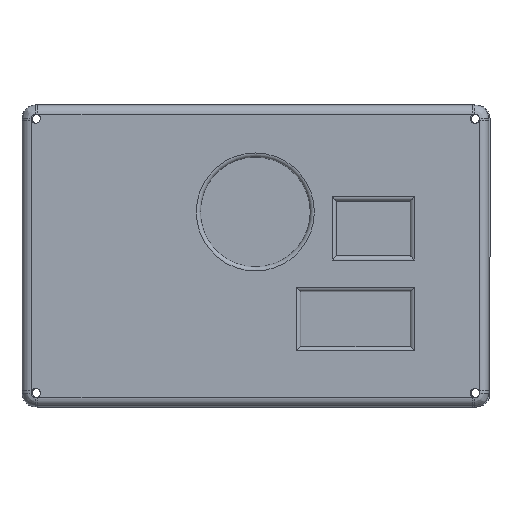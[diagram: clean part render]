
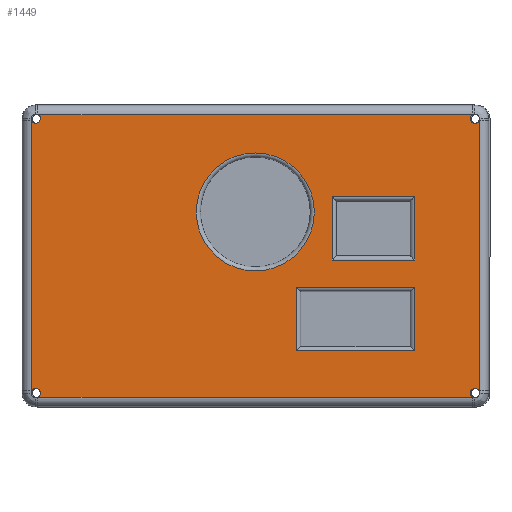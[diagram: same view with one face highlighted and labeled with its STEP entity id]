
A CAD part, top view. The second image highlights one B-rep face of the part: STEP entity #1449.
In plain terms, the highlighted planar face has unit normal (0, 0, 1).
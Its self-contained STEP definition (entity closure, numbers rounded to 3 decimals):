
#68=FACE_BOUND('',#256,.T.);
#69=FACE_BOUND('',#257,.T.);
#70=FACE_BOUND('',#258,.T.);
#96=PLANE('',#1609);
#151=FACE_OUTER_BOUND('',#255,.T.);
#255=EDGE_LOOP('',(#1118,#1119,#1120,#1121,#1122,#1123,#1124,#1125,#1126,
#1127));
#256=EDGE_LOOP('',(#1128,#1129,#1130,#1131));
#257=EDGE_LOOP('',(#1132,#1133,#1134,#1135));
#258=EDGE_LOOP('',(#1136));
#352=LINE('',#2462,#457);
#353=LINE('',#2466,#458);
#354=LINE('',#2470,#459);
#355=LINE('',#2476,#460);
#356=LINE('',#2482,#461);
#357=LINE('',#2484,#462);
#358=LINE('',#2486,#463);
#359=LINE('',#2487,#464);
#360=LINE('',#2490,#465);
#361=LINE('',#2492,#466);
#362=LINE('',#2494,#467);
#363=LINE('',#2495,#468);
#457=VECTOR('',#1919,10.);
#458=VECTOR('',#1922,10.);
#459=VECTOR('',#1925,10.);
#460=VECTOR('',#1930,10.);
#461=VECTOR('',#1935,10.);
#462=VECTOR('',#1936,10.);
#463=VECTOR('',#1937,10.);
#464=VECTOR('',#1938,10.);
#465=VECTOR('',#1939,10.);
#466=VECTOR('',#1940,10.);
#467=VECTOR('',#1941,10.);
#468=VECTOR('',#1942,10.);
#566=CIRCLE('',#1605,21.5);
#570=CIRCLE('',#1610,1.7);
#571=CIRCLE('',#1611,1.7);
#572=CIRCLE('',#1612,1.7);
#573=CIRCLE('',#1613,1.7);
#574=CIRCLE('',#1614,1.7);
#575=CIRCLE('',#1615,1.7);
#663=VERTEX_POINT('',#2452);
#666=VERTEX_POINT('',#2460);
#667=VERTEX_POINT('',#2461);
#668=VERTEX_POINT('',#2463);
#669=VERTEX_POINT('',#2465);
#670=VERTEX_POINT('',#2467);
#671=VERTEX_POINT('',#2469);
#672=VERTEX_POINT('',#2471);
#673=VERTEX_POINT('',#2473);
#674=VERTEX_POINT('',#2475);
#675=VERTEX_POINT('',#2477);
#676=VERTEX_POINT('',#2480);
#677=VERTEX_POINT('',#2481);
#678=VERTEX_POINT('',#2483);
#679=VERTEX_POINT('',#2485);
#680=VERTEX_POINT('',#2488);
#681=VERTEX_POINT('',#2489);
#682=VERTEX_POINT('',#2491);
#683=VERTEX_POINT('',#2493);
#821=EDGE_CURVE('',#663,#663,#566,.T.);
#825=EDGE_CURVE('',#666,#667,#352,.T.);
#826=EDGE_CURVE('',#666,#668,#570,.T.);
#827=EDGE_CURVE('',#669,#668,#353,.T.);
#828=EDGE_CURVE('',#669,#670,#571,.T.);
#829=EDGE_CURVE('',#671,#670,#354,.T.);
#830=EDGE_CURVE('',#671,#672,#572,.T.);
#831=EDGE_CURVE('',#672,#673,#573,.T.);
#832=EDGE_CURVE('',#674,#673,#355,.T.);
#833=EDGE_CURVE('',#674,#675,#574,.T.);
#834=EDGE_CURVE('',#675,#667,#575,.T.);
#835=EDGE_CURVE('',#676,#677,#356,.T.);
#836=EDGE_CURVE('',#678,#676,#357,.T.);
#837=EDGE_CURVE('',#679,#678,#358,.T.);
#838=EDGE_CURVE('',#677,#679,#359,.T.);
#839=EDGE_CURVE('',#680,#681,#360,.T.);
#840=EDGE_CURVE('',#682,#680,#361,.T.);
#841=EDGE_CURVE('',#683,#682,#362,.T.);
#842=EDGE_CURVE('',#681,#683,#363,.T.);
#1118=ORIENTED_EDGE('',*,*,#825,.F.);
#1119=ORIENTED_EDGE('',*,*,#826,.T.);
#1120=ORIENTED_EDGE('',*,*,#827,.F.);
#1121=ORIENTED_EDGE('',*,*,#828,.T.);
#1122=ORIENTED_EDGE('',*,*,#829,.F.);
#1123=ORIENTED_EDGE('',*,*,#830,.T.);
#1124=ORIENTED_EDGE('',*,*,#831,.T.);
#1125=ORIENTED_EDGE('',*,*,#832,.F.);
#1126=ORIENTED_EDGE('',*,*,#833,.T.);
#1127=ORIENTED_EDGE('',*,*,#834,.T.);
#1128=ORIENTED_EDGE('',*,*,#835,.F.);
#1129=ORIENTED_EDGE('',*,*,#836,.F.);
#1130=ORIENTED_EDGE('',*,*,#837,.F.);
#1131=ORIENTED_EDGE('',*,*,#838,.F.);
#1132=ORIENTED_EDGE('',*,*,#839,.F.);
#1133=ORIENTED_EDGE('',*,*,#840,.F.);
#1134=ORIENTED_EDGE('',*,*,#841,.F.);
#1135=ORIENTED_EDGE('',*,*,#842,.F.);
#1136=ORIENTED_EDGE('',*,*,#821,.F.);
#1449=ADVANCED_FACE('',(#151,#68,#69,#70),#96,.T.);
#1605=AXIS2_PLACEMENT_3D('',#2453,#1909,#1910);
#1609=AXIS2_PLACEMENT_3D('',#2459,#1917,#1918);
#1610=AXIS2_PLACEMENT_3D('',#2464,#1920,#1921);
#1611=AXIS2_PLACEMENT_3D('',#2468,#1923,#1924);
#1612=AXIS2_PLACEMENT_3D('',#2472,#1926,#1927);
#1613=AXIS2_PLACEMENT_3D('',#2474,#1928,#1929);
#1614=AXIS2_PLACEMENT_3D('',#2478,#1931,#1932);
#1615=AXIS2_PLACEMENT_3D('',#2479,#1933,#1934);
#1909=DIRECTION('center_axis',(0.,0.,1.));
#1910=DIRECTION('ref_axis',(1.,0.,0.));
#1917=DIRECTION('center_axis',(0.,0.,1.));
#1918=DIRECTION('ref_axis',(1.,0.,0.));
#1919=DIRECTION('',(1.,0.,0.));
#1920=DIRECTION('center_axis',(0.,0.,-1.));
#1921=DIRECTION('ref_axis',(1.,0.,0.));
#1922=DIRECTION('',(0.,1.,0.));
#1923=DIRECTION('center_axis',(0.,0.,-1.));
#1924=DIRECTION('ref_axis',(1.,0.,0.));
#1925=DIRECTION('',(-1.,0.,0.));
#1926=DIRECTION('center_axis',(0.,0.,-1.));
#1927=DIRECTION('ref_axis',(1.,0.,0.));
#1928=DIRECTION('center_axis',(0.,0.,-1.));
#1929=DIRECTION('ref_axis',(1.,0.,0.));
#1930=DIRECTION('',(0.,-1.,0.));
#1931=DIRECTION('center_axis',(0.,0.,-1.));
#1932=DIRECTION('ref_axis',(1.,0.,0.));
#1933=DIRECTION('center_axis',(0.,0.,-1.));
#1934=DIRECTION('ref_axis',(1.,0.,0.));
#1935=DIRECTION('',(1.,0.,0.));
#1936=DIRECTION('',(0.,-1.,0.));
#1937=DIRECTION('',(-1.,0.,0.));
#1938=DIRECTION('',(0.,1.,0.));
#1939=DIRECTION('',(0.,-1.,0.));
#1940=DIRECTION('',(-1.,0.,0.));
#1941=DIRECTION('',(0.,1.,0.));
#1942=DIRECTION('',(1.,0.,0.));
#2452=CARTESIAN_POINT('',(106.5,71.,5.));
#2453=CARTESIAN_POINT('Origin',(85.,71.,5.));
#2459=CARTESIAN_POINT('Origin',(85.,55.,5.));
#2460=CARTESIAN_POINT('',(5.8,106.5,5.));
#2461=CARTESIAN_POINT('',(164.2,106.5,5.));
#2462=CARTESIAN_POINT('',(127.5,106.5,5.));
#2463=CARTESIAN_POINT('',(3.5,104.2,5.));
#2464=CARTESIAN_POINT('Origin',(5.,105.,5.));
#2465=CARTESIAN_POINT('',(3.5,5.8,5.));
#2466=CARTESIAN_POINT('',(3.5,82.5,5.));
#2467=CARTESIAN_POINT('',(5.8,3.5,5.));
#2468=CARTESIAN_POINT('Origin',(5.,5.,5.));
#2469=CARTESIAN_POINT('',(164.2,3.5,5.));
#2470=CARTESIAN_POINT('',(42.5,3.5,5.));
#2471=CARTESIAN_POINT('',(163.3,5.,5.));
#2472=CARTESIAN_POINT('Origin',(165.,5.,5.));
#2473=CARTESIAN_POINT('',(166.5,5.8,5.));
#2474=CARTESIAN_POINT('Origin',(165.,5.,5.));
#2475=CARTESIAN_POINT('',(166.5,104.2,5.));
#2476=CARTESIAN_POINT('',(166.5,27.5,5.));
#2477=CARTESIAN_POINT('',(163.3,105.,5.));
#2478=CARTESIAN_POINT('Origin',(165.,105.,5.));
#2479=CARTESIAN_POINT('Origin',(165.,105.,5.));
#2480=CARTESIAN_POINT('',(100.,20.5,5.));
#2481=CARTESIAN_POINT('',(143.,20.5,5.));
#2482=CARTESIAN_POINT('',(113.25,20.5,5.));
#2483=CARTESIAN_POINT('',(100.,43.5,5.));
#2484=CARTESIAN_POINT('',(100.,38.5,5.));
#2485=CARTESIAN_POINT('',(143.,43.5,5.));
#2486=CARTESIAN_POINT('',(93.25,43.5,5.));
#2487=CARTESIAN_POINT('',(143.,48.5,5.));
#2488=CARTESIAN_POINT('',(113.,76.5,5.));
#2489=CARTESIAN_POINT('',(113.,53.5,5.));
#2490=CARTESIAN_POINT('',(113.,55.,5.));
#2491=CARTESIAN_POINT('',(143.,76.5,5.));
#2492=CARTESIAN_POINT('',(99.75,76.5,5.));
#2493=CARTESIAN_POINT('',(143.,53.5,5.));
#2494=CARTESIAN_POINT('',(143.,65.,5.));
#2495=CARTESIAN_POINT('',(113.25,53.5,5.));
